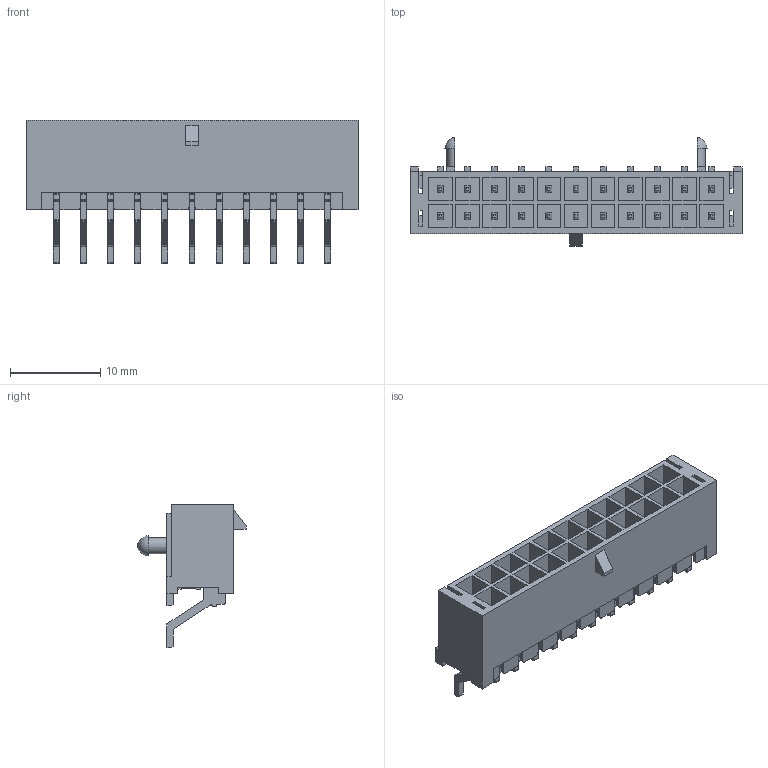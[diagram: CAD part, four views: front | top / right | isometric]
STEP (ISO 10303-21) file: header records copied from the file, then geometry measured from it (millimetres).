
FILE_DESCRIPTION(/* description */ ('Unknown'),/* implementation_level */ '2;1');
FILE_NAME(/* name */ '662022236022',/* time_stamp */ '2017-07-20T15:46:39+02:00',/* author */ ('Unknown'),/* organization */ ('Unknown'),/* preprocessor_version */ 'ST-DEVELOPER v16.7',/* originating_system */ 'DEX',/* authorisation */ $);
FILE_SCHEMA (('AP203_CONFIGURATION_CONTROLLED_3D_DESIGN_OF_MECHANICAL_PARTS_AND_ASSEMBLIES_MIM_LF { 1 0 10303 203 3 1 4 }','AP242_MANAGED_MODEL_BASED_3D_ENGINEERING_MIM_LF { 1 0 10303 442 1 1 4 }','AUTOMOTIVE_DESIGN {1 0 10303 214 3 1 1}'));
Length unit declared in the file: millimetre
Products named in the file (4): 6620xx236022; 662022236022; 6620xx236022_PIN_COURTE; 6620xx236022_PIN_LONGUE
Assembly tree (23 placements, depth 2):
  6620xx236022
    662022236022
    6620xx236022_PIN_COURTE  x11
    6620xx236022_PIN_LONGUE  x11
Bounding box: 36.7 x 11.96 x 15.9 mm (x, y, z)
Volume: 1360.1 mm3; surface area: 4352.4 mm2
Topology: 23 solids, 23 shells, 1060 faces, 2967 edges, 1948 vertices
Faces by surface type: plane 935, cylinder 123, torus 2
Entity records: 17203 total; most frequent: CARTESIAN_POINT 3059, ORIENTED_EDGE 3034, DIRECTION 2701, EDGE_CURVE 1517, LINE 1401, VECTOR 1401, VERTEX_POINT 1008, AXIS2_PLACEMENT_3D 650
